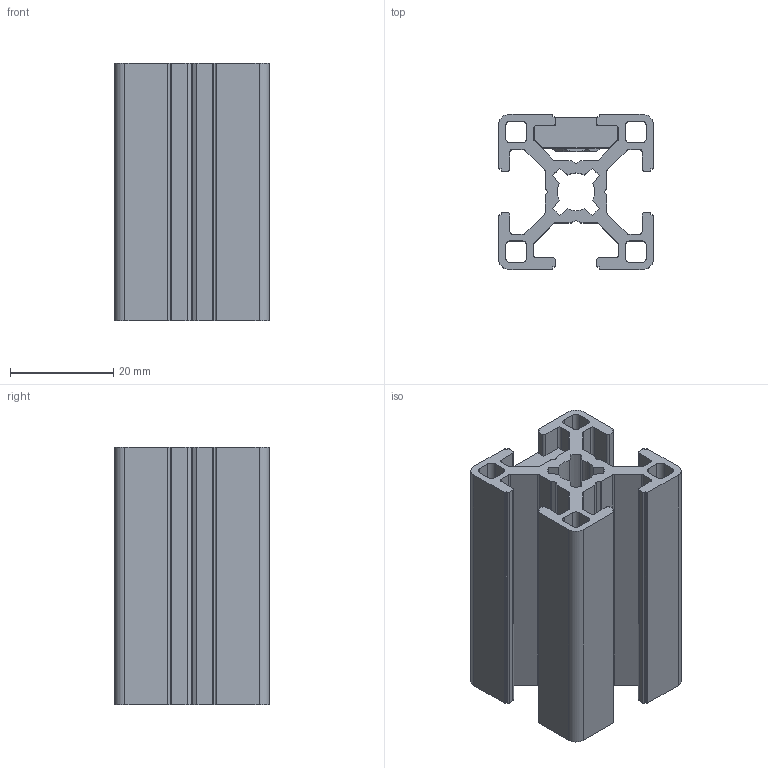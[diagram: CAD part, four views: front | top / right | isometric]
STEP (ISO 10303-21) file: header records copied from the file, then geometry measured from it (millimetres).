
FILE_DESCRIPTION (( 'STEP AP214' ), '1' );
FILE_NAME ('njut.STEP', '2018-04-10T06:07:26', ( '' ), ( '' ), 'SwSTEP 2.0', 'SolidWorks 2015', '' );
FILE_SCHEMA (( 'AUTOMOTIVE_DESIGN' ));
Length unit declared in the file: millimetre
Products named in the file (4): NUThouldjer; hex flange nut gradea_iso_Hexagon Flange Nut ISO - 4161 - M5 - N; P30_N8_B-NUT; njut
Assembly tree (3 placements, depth 2):
  njut
    P30_N8_B-NUT
    hex flange nut gradea_iso_Hexagon Flange Nut ISO - 4161 - M5 - N
    NUThouldjer
Bounding box: 30 x 30 x 50 mm (x, y, z)
Volume: 16912.2 mm3; surface area: 18442 mm2
Topology: 3 solids, 3 shells, 245 faces, 698 edges, 458 vertices
Faces by surface type: plane 127, cylinder 96, cone 14, bspline 6, torus 2
Entity records: 10425 total; most frequent: CARTESIAN_POINT 1711, ORIENTED_EDGE 1396, DIRECTION 1358, EDGE_CURVE 698, VERTEX_POINT 458, AXIS2_PLACEMENT_3D 455, VECTOR 448, LINE 448
